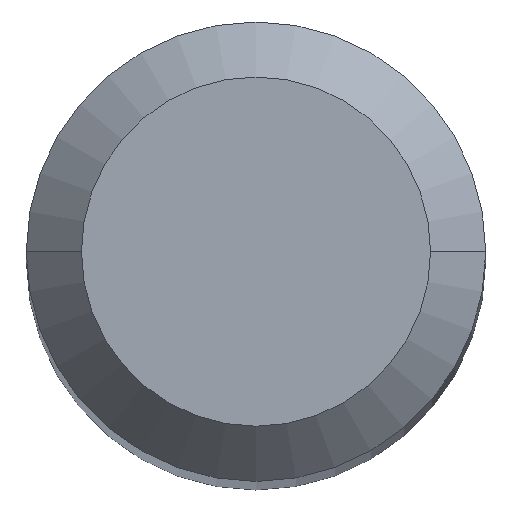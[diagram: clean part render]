
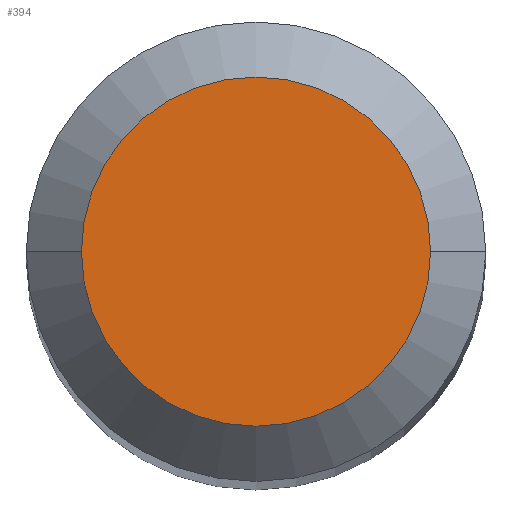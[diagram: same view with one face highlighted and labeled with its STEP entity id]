
A CAD part, top view. The second image highlights one B-rep face of the part: STEP entity #394.
In plain terms, the highlighted planar face has unit normal (0, 0, 1).
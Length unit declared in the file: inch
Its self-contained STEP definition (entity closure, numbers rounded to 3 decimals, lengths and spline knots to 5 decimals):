
#3 = ORIENTED_EDGE ( 'NONE', *, *, #115, .T. ) ;
#43 = DIRECTION ( 'NONE',  ( -1., 0., 0. ) ) ;
#52 = CIRCLE ( 'NONE', #237, 0.0475 ) ;
#81 = DIRECTION ( 'NONE',  ( 0., 0., 1. ) ) ;
#96 = EDGE_LOOP ( 'NONE', ( #3, #366 ) ) ;
#105 = VERTEX_POINT ( 'NONE', #339 ) ;
#106 = FACE_OUTER_BOUND ( 'NONE', #96, .T. ) ;
#115 = EDGE_CURVE ( 'NONE', #129, #105, #52, .T. ) ;
#129 = VERTEX_POINT ( 'NONE', #369 ) ;
#132 = CARTESIAN_POINT ( 'NONE',  ( 0., 0., 0. ) ) ;
#143 = DIRECTION ( 'NONE',  ( 0., 0., -1. ) ) ;
#166 = AXIS2_PLACEMENT_3D ( 'NONE', #453, #280, #419 ) ;
#237 = AXIS2_PLACEMENT_3D ( 'NONE', #132, #81, #269 ) ;
#269 = DIRECTION ( 'NONE',  ( 1., 0., 0. ) ) ;
#280 = DIRECTION ( 'NONE',  ( 0., 0., 1. ) ) ;
#306 = EDGE_CURVE ( 'NONE', #105, #129, #451, .T. ) ;
#327 = AXIS2_PLACEMENT_3D ( 'NONE', #357, #143, #43 ) ;
#339 = CARTESIAN_POINT ( 'NONE',  ( 0.0475, 0., 0. ) ) ;
#357 = CARTESIAN_POINT ( 'NONE',  ( 0., 0.0475, 0. ) ) ;
#366 = ORIENTED_EDGE ( 'NONE', *, *, #306, .T. ) ;
#369 = CARTESIAN_POINT ( 'NONE',  ( -0.0475, 0., 0. ) ) ;
#394 = ADVANCED_FACE ( 'NONE', ( #106 ), #461, .F. ) ;
#419 = DIRECTION ( 'NONE',  ( 1., 0., 0. ) ) ;
#451 = CIRCLE ( 'NONE', #166, 0.0475 ) ;
#453 = CARTESIAN_POINT ( 'NONE',  ( 0., 0., 0. ) ) ;
#461 = PLANE ( 'NONE',  #327 ) ;
